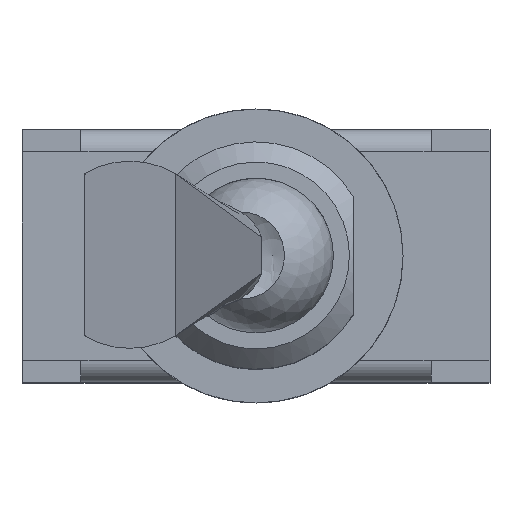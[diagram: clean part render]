
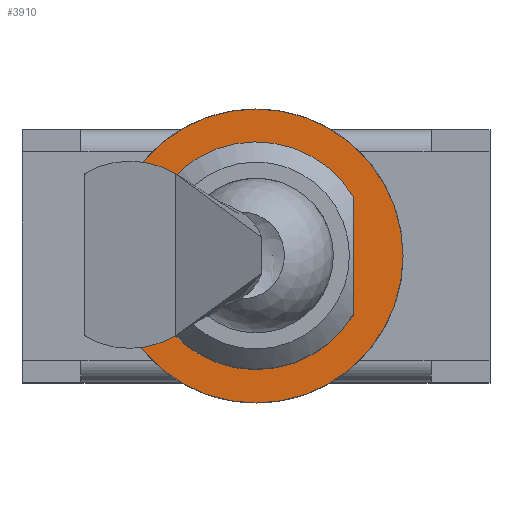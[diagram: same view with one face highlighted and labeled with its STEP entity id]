
A CAD part, top view. The second image highlights one B-rep face of the part: STEP entity #3910.
In plain terms, the highlighted planar face has unit normal (0, 0, 1).
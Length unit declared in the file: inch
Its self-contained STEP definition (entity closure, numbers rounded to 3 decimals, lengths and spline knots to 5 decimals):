
#123=FACE_BOUND('',#1549,.T.);
#478=LINE('',#6515,#893);
#893=VECTOR('',#5305,0.3937);
#1082=PLANE('',#4281);
#1302=FACE_OUTER_BOUND('',#1548,.T.);
#1548=EDGE_LOOP('',(#3533));
#1549=EDGE_LOOP('',(#3534,#3535));
#1682=CIRCLE('',#4278,0.15709);
#1685=CIRCLE('',#4282,0.12146);
#1999=VERTEX_POINT('',#6506);
#2000=VERTEX_POINT('',#6512);
#2001=VERTEX_POINT('',#6513);
#2510=EDGE_CURVE('',#1999,#1999,#1682,.T.);
#2514=EDGE_CURVE('',#2000,#2001,#1685,.T.);
#2515=EDGE_CURVE('',#2001,#2000,#478,.T.);
#3533=ORIENTED_EDGE('',*,*,#2510,.F.);
#3534=ORIENTED_EDGE('',*,*,#2514,.T.);
#3535=ORIENTED_EDGE('',*,*,#2515,.T.);
#3910=ADVANCED_FACE('',(#1302,#123),#1082,.F.);
#4278=AXIS2_PLACEMENT_3D('',#6507,#5294,#5295);
#4281=AXIS2_PLACEMENT_3D('',#6511,#5301,#5302);
#4282=AXIS2_PLACEMENT_3D('',#6514,#5303,#5304);
#5294=DIRECTION('center_axis',(0.,0.,-1.));
#5295=DIRECTION('ref_axis',(-1.,0.,0.));
#5301=DIRECTION('center_axis',(0.,0.,-1.));
#5302=DIRECTION('ref_axis',(-1.,0.,0.));
#5303=DIRECTION('center_axis',(0.,0.,-1.));
#5304=DIRECTION('ref_axis',(0.854,0.52,0.));
#5305=DIRECTION('',(0.,-1.,0.));
#6506=CARTESIAN_POINT('',(0.15709,0.,0.40669));
#6507=CARTESIAN_POINT('Origin',(0.,0.,0.40669));
#6511=CARTESIAN_POINT('Origin',(0.,0.,0.40669));
#6512=CARTESIAN_POINT('',(0.10374,-0.06316,0.40669));
#6513=CARTESIAN_POINT('',(0.10374,0.06316,0.40669));
#6514=CARTESIAN_POINT('Origin',(0.,0.,0.40669));
#6515=CARTESIAN_POINT('',(0.10374,0.03158,0.40669));
